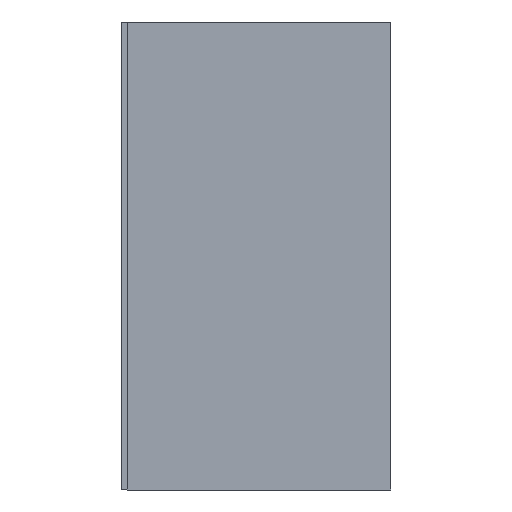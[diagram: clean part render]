
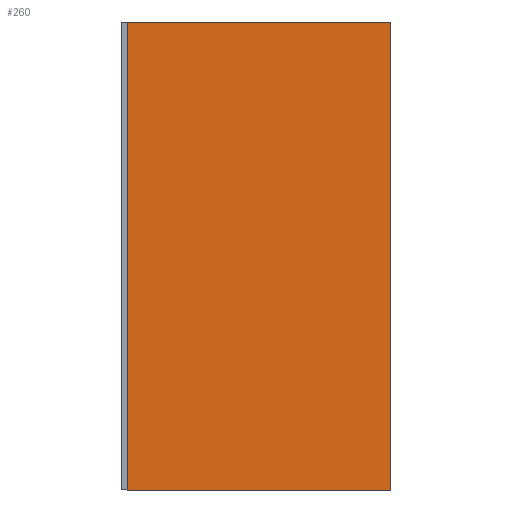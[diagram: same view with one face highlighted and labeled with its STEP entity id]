
A CAD part, left-side view. The second image highlights one B-rep face of the part: STEP entity #260.
In plain terms, the highlighted face is planar.
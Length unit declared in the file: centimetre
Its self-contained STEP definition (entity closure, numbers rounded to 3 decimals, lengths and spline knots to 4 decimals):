
#18 = CARTESIAN_POINT ( 'NONE',  ( 0.08, 0., -0.04 ) ) ;
#26 = DIRECTION ( 'NONE',  ( 0., 0., -1. ) ) ;
#33 = DIRECTION ( 'NONE',  ( 1., 0., 0. ) ) ;
#47 = VECTOR ( 'NONE', #70, 100. ) ;
#68 = VECTOR ( 'NONE', #69, 100. ) ;
#69 = DIRECTION ( 'NONE',  ( 0., 1., 0. ) ) ;
#70 = DIRECTION ( 'NONE',  ( 0., 0., -1. ) ) ;
#74 = CARTESIAN_POINT ( 'NONE',  ( 0.08, 0., -0.04 ) ) ;
#75 = LINE ( 'NONE', #74, #68 ) ;
#104 = EDGE_LOOP ( 'NONE', ( #113, #106, #253, #259 ) ) ;
#106 = ORIENTED_EDGE ( 'NONE', *, *, #257, .T. ) ;
#113 = ORIENTED_EDGE ( 'NONE', *, *, #270, .T. ) ;
#167 = EDGE_CURVE ( 'NONE', #169, #287, #596, .T. ) ;
#169 = VERTEX_POINT ( 'NONE', #528 ) ;
#253 = ORIENTED_EDGE ( 'NONE', *, *, #167, .T. ) ;
#257 = EDGE_CURVE ( 'NONE', #273, #169, #854, .T. ) ;
#259 = ORIENTED_EDGE ( 'NONE', *, *, #278, .T. ) ;
#260 = ADVANCED_FACE ( 'NONE', ( #864 ), #858, .T. ) ;
#270 = EDGE_CURVE ( 'NONE', #284, #273, #75, .T. ) ;
#273 = VERTEX_POINT ( 'NONE', #513 ) ;
#278 = EDGE_CURVE ( 'NONE', #287, #284, #773, .T. ) ;
#284 = VERTEX_POINT ( 'NONE', #1020 ) ;
#287 = VERTEX_POINT ( 'NONE', #1005 ) ;
#513 = CARTESIAN_POINT ( 'NONE',  ( 0.08, 0.0225, -0.04 ) ) ;
#527 = DIRECTION ( 'NONE',  ( 0., -1., 0. ) ) ;
#528 = CARTESIAN_POINT ( 'NONE',  ( 0.08, 0.0225, 0.04 ) ) ;
#549 = CARTESIAN_POINT ( 'NONE',  ( 0.08, 0., 0.04 ) ) ;
#592 = VECTOR ( 'NONE', #527, 100. ) ;
#596 = LINE ( 'NONE', #549, #592 ) ;
#772 = CARTESIAN_POINT ( 'NONE',  ( 0.08, -0.0225, -0.04 ) ) ;
#773 = LINE ( 'NONE', #772, #47 ) ;
#851 = DIRECTION ( 'NONE',  ( 0., 0., 1. ) ) ;
#852 = VECTOR ( 'NONE', #851, 100. ) ;
#853 = CARTESIAN_POINT ( 'NONE',  ( 0.08, 0.0225, -0.04 ) ) ;
#854 = LINE ( 'NONE', #853, #852 ) ;
#858 = PLANE ( 'NONE',  #859 ) ;
#859 = AXIS2_PLACEMENT_3D ( 'NONE', #18, #33, #26 ) ;
#864 = FACE_OUTER_BOUND ( 'NONE', #104, .T. ) ;
#1005 = CARTESIAN_POINT ( 'NONE',  ( 0.08, -0.0225, 0.04 ) ) ;
#1020 = CARTESIAN_POINT ( 'NONE',  ( 0.08, -0.0225, -0.04 ) ) ;
